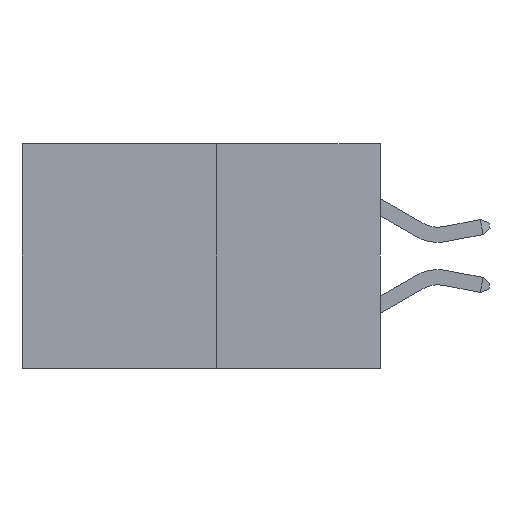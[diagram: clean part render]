
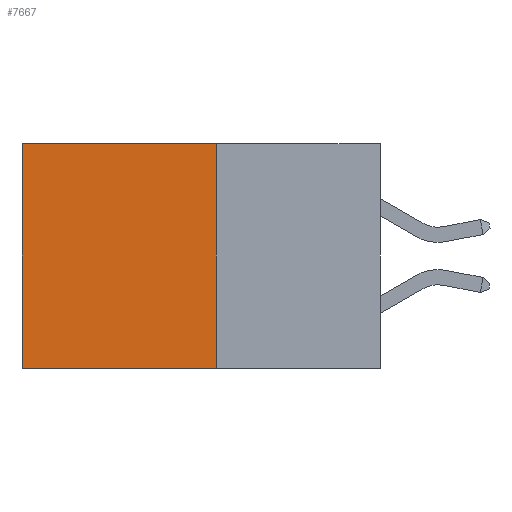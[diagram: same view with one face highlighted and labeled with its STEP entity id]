
A CAD part, left-side view. The second image highlights one B-rep face of the part: STEP entity #7667.
In plain terms, the highlighted planar face has unit normal (-1, 0, 0).
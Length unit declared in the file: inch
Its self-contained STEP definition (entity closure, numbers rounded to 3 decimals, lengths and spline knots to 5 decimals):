
#181 = CARTESIAN_POINT ( 'NONE',  ( 0.277, 0.27, -0.37 ) ) ;
#529 = VECTOR ( 'NONE', #4160, 39.37008 ) ;
#631 = DIRECTION ( 'NONE',  ( 0., 0., -1. ) ) ;
#642 = FACE_OUTER_BOUND ( 'NONE', #5613, .T. ) ;
#684 = ORIENTED_EDGE ( 'NONE', *, *, #7187, .T. ) ;
#1035 = CARTESIAN_POINT ( 'NONE',  ( 0.277, 0.27, 0. ) ) ;
#1103 = LINE ( 'NONE', #7276, #6177 ) ;
#1974 = VERTEX_POINT ( 'NONE', #6468 ) ;
#1989 = ORIENTED_EDGE ( 'NONE', *, *, #4911, .T. ) ;
#2345 = LINE ( 'NONE', #4437, #529 ) ;
#2752 = EDGE_CURVE ( 'NONE', #4927, #6199, #5588, .T. ) ;
#2982 = AXIS2_PLACEMENT_3D ( 'NONE', #7380, #6387, #7341 ) ;
#3150 = CARTESIAN_POINT ( 'NONE',  ( 0.277, 0.59, 0. ) ) ;
#3235 = VERTEX_POINT ( 'NONE', #3150 ) ;
#4038 = DIRECTION ( 'NONE',  ( 0., 1., 0. ) ) ;
#4160 = DIRECTION ( 'NONE',  ( 0., 0., -1. ) ) ;
#4437 = CARTESIAN_POINT ( 'NONE',  ( 0.277, 0.59, -0.37 ) ) ;
#4620 = CARTESIAN_POINT ( 'NONE',  ( 0.277, 0.27, -0.37 ) ) ;
#4689 = DIRECTION ( 'NONE',  ( 0., 1., 0. ) ) ;
#4911 = EDGE_CURVE ( 'NONE', #4927, #3235, #6184, .T. ) ;
#4927 = VERTEX_POINT ( 'NONE', #1035 ) ;
#5327 = EDGE_CURVE ( 'NONE', #6199, #1974, #1103, .T. ) ;
#5588 = LINE ( 'NONE', #181, #6910 ) ;
#5613 = EDGE_LOOP ( 'NONE', ( #684, #5708, #6257, #1989 ) ) ;
#5708 = ORIENTED_EDGE ( 'NONE', *, *, #5327, .F. ) ;
#6177 = VECTOR ( 'NONE', #4689, 39.37008 ) ;
#6184 = LINE ( 'NONE', #6673, #7872 ) ;
#6199 = VERTEX_POINT ( 'NONE', #4620 ) ;
#6257 = ORIENTED_EDGE ( 'NONE', *, *, #2752, .F. ) ;
#6387 = DIRECTION ( 'NONE',  ( 1., 0., 0. ) ) ;
#6468 = CARTESIAN_POINT ( 'NONE',  ( 0.277, 0.59, -0.37 ) ) ;
#6673 = CARTESIAN_POINT ( 'NONE',  ( 0.277, 0.27, 0. ) ) ;
#6910 = VECTOR ( 'NONE', #631, 39.37008 ) ;
#7187 = EDGE_CURVE ( 'NONE', #3235, #1974, #2345, .T. ) ;
#7276 = CARTESIAN_POINT ( 'NONE',  ( 0.277, 0.27, -0.37 ) ) ;
#7341 = DIRECTION ( 'NONE',  ( 0., 0., -1. ) ) ;
#7380 = CARTESIAN_POINT ( 'NONE',  ( 0.277, 0.27, -0.37 ) ) ;
#7667 = ADVANCED_FACE ( 'NONE', ( #642 ), #8255, .F. ) ;
#7872 = VECTOR ( 'NONE', #4038, 39.37008 ) ;
#8255 = PLANE ( 'NONE',  #2982 ) ;
